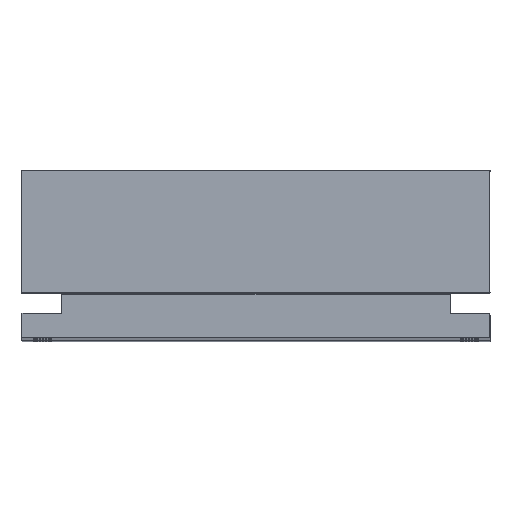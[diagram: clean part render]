
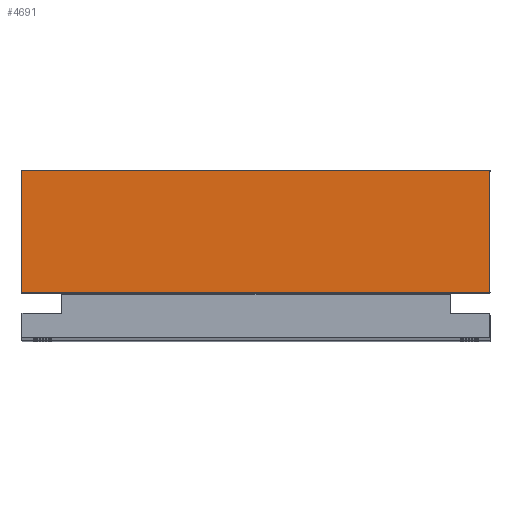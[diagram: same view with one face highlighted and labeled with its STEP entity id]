
A CAD part, top view. The second image highlights one B-rep face of the part: STEP entity #4691.
In plain terms, the highlighted planar face has unit normal (0, 0, 1).
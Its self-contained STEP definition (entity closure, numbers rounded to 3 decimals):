
#30 = VECTOR ( 'NONE', #3596, 1000. ) ;
#314 = VECTOR ( 'NONE', #5650, 1000. ) ;
#712 = CARTESIAN_POINT ( 'NONE',  ( 115., 0., 193. ) ) ;
#1207 = DIRECTION ( 'NONE',  ( 0., 0., -1. ) ) ;
#1549 = ORIENTED_EDGE ( 'NONE', *, *, #4345, .T. ) ;
#1658 = CARTESIAN_POINT ( 'NONE',  ( 0., 0., 193. ) ) ;
#1792 = CARTESIAN_POINT ( 'NONE',  ( 0., 0., 193. ) ) ;
#1845 = ORIENTED_EDGE ( 'NONE', *, *, #5132, .T. ) ;
#2142 = CARTESIAN_POINT ( 'NONE',  ( 0., 30., 193. ) ) ;
#2276 = VECTOR ( 'NONE', #6145, 1000. ) ;
#2447 = CARTESIAN_POINT ( 'NONE',  ( 115., 0., 193. ) ) ;
#2617 = LINE ( 'NONE', #712, #2276 ) ;
#2724 = DIRECTION ( 'NONE',  ( -1., 0., 0. ) ) ;
#2961 = EDGE_LOOP ( 'NONE', ( #5769, #5030, #1549, #1845 ) ) ;
#3161 = DIRECTION ( 'NONE',  ( 0., -1., 0. ) ) ;
#3470 = VERTEX_POINT ( 'NONE', #1792 ) ;
#3596 = DIRECTION ( 'NONE',  ( 1., 0., 0. ) ) ;
#4075 = FACE_OUTER_BOUND ( 'NONE', #2961, .T. ) ;
#4132 = LINE ( 'NONE', #1658, #4635 ) ;
#4345 = EDGE_CURVE ( 'NONE', #5873, #5318, #2617, .T. ) ;
#4635 = VECTOR ( 'NONE', #3161, 1000. ) ;
#4691 = ADVANCED_FACE ( 'NONE', ( #4075 ), #5624, .F. ) ;
#4695 = EDGE_CURVE ( 'NONE', #3470, #5873, #6110, .T. ) ;
#4782 = CARTESIAN_POINT ( 'NONE',  ( 0., 30., 193. ) ) ;
#5030 = ORIENTED_EDGE ( 'NONE', *, *, #4695, .T. ) ;
#5104 = CARTESIAN_POINT ( 'NONE',  ( 0., 0., 193. ) ) ;
#5132 = EDGE_CURVE ( 'NONE', #5318, #5339, #6105, .T. ) ;
#5154 = EDGE_CURVE ( 'NONE', #5339, #3470, #4132, .T. ) ;
#5318 = VERTEX_POINT ( 'NONE', #6165 ) ;
#5339 = VERTEX_POINT ( 'NONE', #4782 ) ;
#5624 = PLANE ( 'NONE',  #6188 ) ;
#5650 = DIRECTION ( 'NONE',  ( -1., 0., 0. ) ) ;
#5769 = ORIENTED_EDGE ( 'NONE', *, *, #5154, .T. ) ;
#5873 = VERTEX_POINT ( 'NONE', #2447 ) ;
#6038 = CARTESIAN_POINT ( 'NONE',  ( 0., 0., 193. ) ) ;
#6105 = LINE ( 'NONE', #2142, #314 ) ;
#6110 = LINE ( 'NONE', #6038, #30 ) ;
#6145 = DIRECTION ( 'NONE',  ( 0., 1., 0. ) ) ;
#6165 = CARTESIAN_POINT ( 'NONE',  ( 115., 30., 193. ) ) ;
#6188 = AXIS2_PLACEMENT_3D ( 'NONE', #5104, #1207, #2724 ) ;
